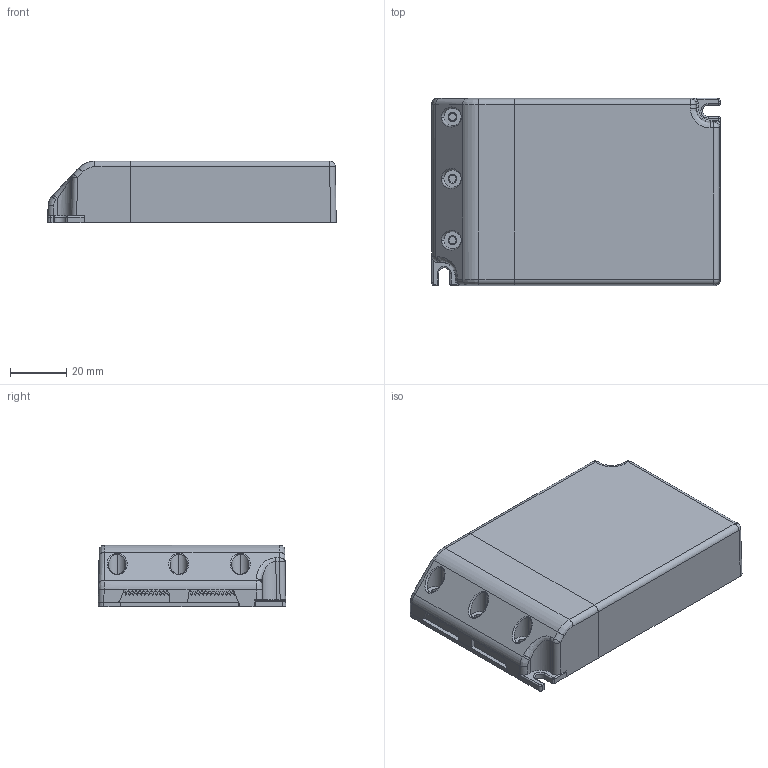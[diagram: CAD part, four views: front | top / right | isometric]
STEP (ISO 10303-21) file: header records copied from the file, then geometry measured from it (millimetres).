
FILE_DESCRIPTION((''),'2;1');
FILE_NAME('LLD30W_ASM','2018-05-21T',('wsenga'),(''),'PRO/ENGINEER BY PARAMETRIC TECHNOLOGY CORPORATION, 2012360','PRO/ENGINEER BY PARAMETRIC TECHNOLOGY CORPORATION, 2012360','');
FILE_SCHEMA(('CONFIG_CONTROL_DESIGN'));
Length unit declared in the file: millimetre
Products named in the file (4): MAWLLD30W-1A; MAWLLD30W-3A; MAWLLD30W-2A; LLD30W_ASM
Assembly tree (3 placements, depth 2):
  LLD30W_ASM
    MAWLLD30W-1A
    MAWLLD30W-3A
    MAWLLD30W-2A
Bounding box: 103 x 67 x 22 mm (x, y, z)
Volume: 32180.2 mm3; surface area: 47389 mm2
Topology: 3 solids, 3 shells, 1332 faces, 3239 edges, 1920 vertices
Faces by surface type: plane 551, cylinder 547, sphere 168, bspline 44, torus 13, cone 6, extrusion 3
Entity records: 41702 total; most frequent: CARTESIAN_POINT 11174, ORIENTED_EDGE 6478, DIRECTION 6121, EDGE_CURVE 3239, VECTOR 2089, LINE 2086, AXIS2_PLACEMENT_3D 2016, VERTEX_POINT 1920
